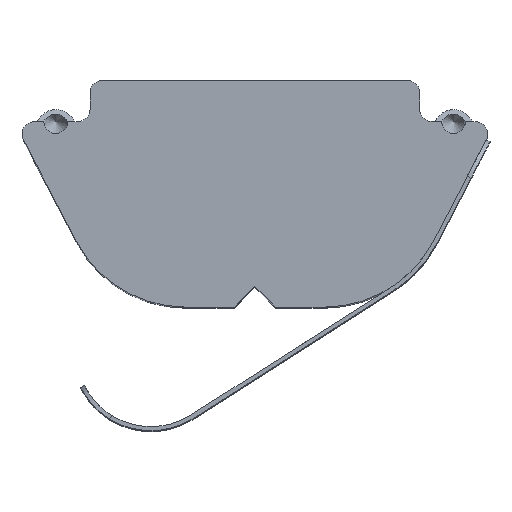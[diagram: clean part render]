
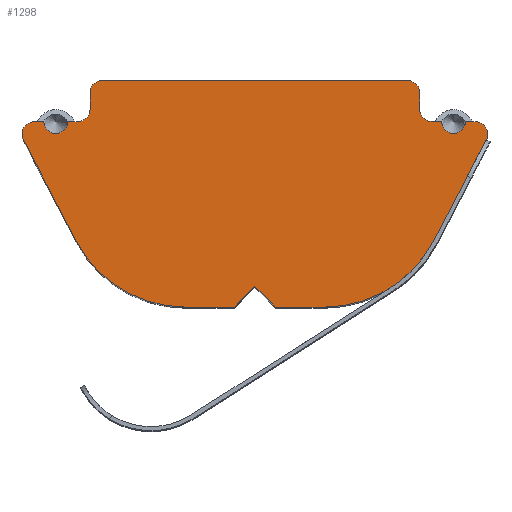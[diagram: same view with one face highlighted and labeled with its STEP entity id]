
A CAD part, top view. The second image highlights one B-rep face of the part: STEP entity #1298.
In plain terms, the highlighted planar face has unit normal (0, 0, 1).
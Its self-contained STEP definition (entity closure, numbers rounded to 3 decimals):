
#67=CIRCLE('',#1380,3.);
#78=CIRCLE('',#1415,0.29);
#79=CIRCLE('',#1423,0.29);
#80=CIRCLE('',#1425,3.);
#81=CIRCLE('',#1432,0.3);
#82=CIRCLE('',#1434,0.3);
#83=CIRCLE('',#1437,0.3);
#84=CIRCLE('',#1440,0.3);
#85=CIRCLE('',#1443,0.3);
#86=CIRCLE('',#1445,0.3);
#121=PLANE('',#1446);
#186=FACE_OUTER_BOUND('',#252,.T.);
#252=EDGE_LOOP('',(#1185,#1186,#1187,#1188,#1189,#1190,#1191,#1192,#1193,
#1194,#1195,#1196,#1197,#1198,#1199,#1200,#1201,#1202,#1203,#1204,#1205,
#1206,#1207,#1208,#1209,#1210,#1211));
#300=LINE('',#2095,#416);
#307=LINE('',#2171,#423);
#309=LINE('',#2175,#425);
#311=LINE('',#2179,#427);
#313=LINE('',#2183,#429);
#334=LINE('',#2249,#450);
#337=LINE('',#2255,#453);
#342=LINE('',#2272,#458);
#343=LINE('',#2277,#459);
#345=LINE('',#2288,#461);
#346=LINE('',#2293,#462);
#350=LINE('',#2301,#466);
#351=LINE('',#2303,#467);
#358=LINE('',#2321,#474);
#361=LINE('',#2331,#477);
#364=LINE('',#2339,#480);
#367=LINE('',#2347,#483);
#416=VECTOR('',#1596,10.);
#423=VECTOR('',#1631,10.);
#425=VECTOR('',#1635,10.);
#427=VECTOR('',#1639,10.);
#429=VECTOR('',#1643,10.);
#450=VECTOR('',#1698,10.);
#453=VECTOR('',#1701,10.);
#458=VECTOR('',#1722,10.);
#459=VECTOR('',#1727,10.);
#461=VECTOR('',#1739,10.);
#462=VECTOR('',#1744,10.);
#466=VECTOR('',#1752,10.);
#467=VECTOR('',#1753,10.);
#474=VECTOR('',#1778,10.);
#477=VECTOR('',#1791,10.);
#480=VECTOR('',#1800,10.);
#483=VECTOR('',#1809,10.);
#554=VERTEX_POINT('',#2092);
#555=VERTEX_POINT('',#2094);
#568=VERTEX_POINT('',#2159);
#569=VERTEX_POINT('',#2161);
#572=VERTEX_POINT('',#2169);
#573=VERTEX_POINT('',#2173);
#574=VERTEX_POINT('',#2177);
#575=VERTEX_POINT('',#2181);
#602=VERTEX_POINT('',#2246);
#603=VERTEX_POINT('',#2248);
#605=VERTEX_POINT('',#2252);
#606=VERTEX_POINT('',#2254);
#610=VERTEX_POINT('',#2271);
#612=VERTEX_POINT('',#2275);
#614=VERTEX_POINT('',#2284);
#615=VERTEX_POINT('',#2285);
#616=VERTEX_POINT('',#2287);
#618=VERTEX_POINT('',#2291);
#620=VERTEX_POINT('',#2299);
#621=VERTEX_POINT('',#2302);
#623=VERTEX_POINT('',#2320);
#624=VERTEX_POINT('',#2326);
#625=VERTEX_POINT('',#2330);
#626=VERTEX_POINT('',#2334);
#627=VERTEX_POINT('',#2338);
#628=VERTEX_POINT('',#2342);
#629=VERTEX_POINT('',#2346);
#711=EDGE_CURVE('',#555,#554,#300,.T.);
#727=EDGE_CURVE('',#569,#568,#67,.T.);
#732=EDGE_CURVE('',#568,#572,#307,.T.);
#734=EDGE_CURVE('',#572,#573,#309,.T.);
#736=EDGE_CURVE('',#573,#574,#311,.T.);
#738=EDGE_CURVE('',#574,#575,#313,.T.);
#771=EDGE_CURVE('',#603,#602,#334,.T.);
#774=EDGE_CURVE('',#606,#605,#337,.T.);
#783=EDGE_CURVE('',#610,#603,#342,.T.);
#786=EDGE_CURVE('',#605,#612,#343,.T.);
#788=EDGE_CURVE('',#612,#610,#78,.T.);
#790=EDGE_CURVE('',#616,#614,#345,.T.);
#793=EDGE_CURVE('',#615,#618,#346,.T.);
#797=EDGE_CURVE('',#614,#620,#350,.T.);
#798=EDGE_CURVE('',#621,#615,#351,.T.);
#801=EDGE_CURVE('',#618,#616,#79,.T.);
#802=EDGE_CURVE('',#575,#555,#80,.T.);
#807=EDGE_CURVE('',#623,#569,#358,.T.);
#809=EDGE_CURVE('',#602,#623,#81,.T.);
#810=EDGE_CURVE('',#624,#606,#82,.T.);
#812=EDGE_CURVE('',#625,#624,#361,.T.);
#814=EDGE_CURVE('',#626,#625,#83,.T.);
#816=EDGE_CURVE('',#627,#626,#364,.T.);
#818=EDGE_CURVE('',#628,#627,#84,.T.);
#820=EDGE_CURVE('',#629,#628,#367,.T.);
#822=EDGE_CURVE('',#620,#629,#85,.T.);
#823=EDGE_CURVE('',#554,#621,#86,.T.);
#1185=ORIENTED_EDGE('',*,*,#783,.T.);
#1186=ORIENTED_EDGE('',*,*,#771,.T.);
#1187=ORIENTED_EDGE('',*,*,#809,.T.);
#1188=ORIENTED_EDGE('',*,*,#807,.T.);
#1189=ORIENTED_EDGE('',*,*,#727,.T.);
#1190=ORIENTED_EDGE('',*,*,#732,.T.);
#1191=ORIENTED_EDGE('',*,*,#734,.T.);
#1192=ORIENTED_EDGE('',*,*,#736,.T.);
#1193=ORIENTED_EDGE('',*,*,#738,.T.);
#1194=ORIENTED_EDGE('',*,*,#802,.T.);
#1195=ORIENTED_EDGE('',*,*,#711,.T.);
#1196=ORIENTED_EDGE('',*,*,#823,.T.);
#1197=ORIENTED_EDGE('',*,*,#798,.T.);
#1198=ORIENTED_EDGE('',*,*,#793,.T.);
#1199=ORIENTED_EDGE('',*,*,#801,.T.);
#1200=ORIENTED_EDGE('',*,*,#790,.T.);
#1201=ORIENTED_EDGE('',*,*,#797,.T.);
#1202=ORIENTED_EDGE('',*,*,#822,.T.);
#1203=ORIENTED_EDGE('',*,*,#820,.T.);
#1204=ORIENTED_EDGE('',*,*,#818,.T.);
#1205=ORIENTED_EDGE('',*,*,#816,.T.);
#1206=ORIENTED_EDGE('',*,*,#814,.T.);
#1207=ORIENTED_EDGE('',*,*,#812,.T.);
#1208=ORIENTED_EDGE('',*,*,#810,.T.);
#1209=ORIENTED_EDGE('',*,*,#774,.T.);
#1210=ORIENTED_EDGE('',*,*,#786,.T.);
#1211=ORIENTED_EDGE('',*,*,#788,.T.);
#1298=ADVANCED_FACE('',(#186),#121,.T.);
#1380=AXIS2_PLACEMENT_3D('',#2162,#1622,#1623);
#1415=AXIS2_PLACEMENT_3D('',#2282,#1733,#1734);
#1423=AXIS2_PLACEMENT_3D('',#2308,#1758,#1759);
#1425=AXIS2_PLACEMENT_3D('',#2310,#1762,#1763);
#1432=AXIS2_PLACEMENT_3D('',#2324,#1782,#1783);
#1434=AXIS2_PLACEMENT_3D('',#2327,#1786,#1787);
#1437=AXIS2_PLACEMENT_3D('',#2335,#1795,#1796);
#1440=AXIS2_PLACEMENT_3D('',#2343,#1804,#1805);
#1443=AXIS2_PLACEMENT_3D('',#2350,#1813,#1814);
#1445=AXIS2_PLACEMENT_3D('',#2352,#1817,#1818);
#1446=AXIS2_PLACEMENT_3D('',#2353,#1819,#1820);
#1596=DIRECTION('',(0.462,0.887,0.));
#1622=DIRECTION('center_axis',(0.,0.,1.));
#1623=DIRECTION('ref_axis',(-0.887,-0.462,0.));
#1631=DIRECTION('',(1.,0.,0.));
#1635=DIRECTION('',(0.707,0.707,0.));
#1639=DIRECTION('',(0.707,-0.707,0.));
#1643=DIRECTION('',(1.,0.,0.));
#1698=DIRECTION('',(-1.,0.,0.));
#1701=DIRECTION('',(-1.,0.,0.));
#1722=DIRECTION('',(-1.,0.,0.));
#1727=DIRECTION('',(-1.,0.,0.));
#1733=DIRECTION('center_axis',(0.,0.,-1.));
#1734=DIRECTION('ref_axis',(1.,0.,0.));
#1739=DIRECTION('',(-1.,0.,0.));
#1744=DIRECTION('',(-1.,0.,0.));
#1752=DIRECTION('',(-1.,0.,0.));
#1753=DIRECTION('',(-1.,0.,0.));
#1758=DIRECTION('center_axis',(0.,0.,-1.));
#1759=DIRECTION('ref_axis',(1.,0.,0.));
#1762=DIRECTION('center_axis',(0.,0.,1.));
#1763=DIRECTION('ref_axis',(0.,-1.,0.));
#1778=DIRECTION('',(0.462,-0.887,0.));
#1782=DIRECTION('center_axis',(0.,0.,1.));
#1783=DIRECTION('ref_axis',(0.,1.,0.));
#1786=DIRECTION('center_axis',(0.,0.,-1.));
#1787=DIRECTION('ref_axis',(0.,1.,0.));
#1791=DIRECTION('',(0.,-1.,0.));
#1795=DIRECTION('center_axis',(0.,0.,1.));
#1796=DIRECTION('ref_axis',(0.,1.,0.));
#1800=DIRECTION('',(-1.,0.,0.));
#1804=DIRECTION('center_axis',(0.,0.,1.));
#1805=DIRECTION('ref_axis',(1.,0.,0.));
#1809=DIRECTION('',(0.,1.,0.));
#1813=DIRECTION('center_axis',(0.,0.,-1.));
#1814=DIRECTION('ref_axis',(1.,0.,0.));
#1817=DIRECTION('center_axis',(0.,0.,1.));
#1818=DIRECTION('ref_axis',(0.887,-0.462,0.));
#1819=DIRECTION('center_axis',(0.,0.,1.));
#1820=DIRECTION('ref_axis',(1.,0.,0.));
#2092=CARTESIAN_POINT('',(5.616,-0.439,8.));
#2094=CARTESIAN_POINT('',(4.342,-2.885,8.));
#2095=CARTESIAN_POINT('',(4.342,-2.885,8.));
#2159=CARTESIAN_POINT('',(-1.681,-4.5,8.));
#2161=CARTESIAN_POINT('',(-4.342,-2.885,8.));
#2162=CARTESIAN_POINT('Origin',(-1.681,-1.5,8.));
#2169=CARTESIAN_POINT('',(-0.5,-4.5,8.));
#2171=CARTESIAN_POINT('',(-1.681,-4.5,8.));
#2173=CARTESIAN_POINT('',(0.,-4.,8.));
#2175=CARTESIAN_POINT('',(-0.5,-4.5,8.));
#2177=CARTESIAN_POINT('',(0.5,-4.5,8.));
#2179=CARTESIAN_POINT('',(0.,-4.,8.));
#2181=CARTESIAN_POINT('',(1.681,-4.5,8.));
#2183=CARTESIAN_POINT('',(0.5,-4.5,8.));
#2246=CARTESIAN_POINT('',(-5.35,0.,8.));
#2248=CARTESIAN_POINT('',(-5.29,0.,8.));
#2249=CARTESIAN_POINT('',(-4.3,0.,8.));
#2252=CARTESIAN_POINT('',(-4.37,0.,8.));
#2254=CARTESIAN_POINT('',(-4.3,0.,8.));
#2255=CARTESIAN_POINT('',(-4.3,0.,8.));
#2271=CARTESIAN_POINT('',(-5.12,0.,8.));
#2272=CARTESIAN_POINT('',(-2.415,0.,8.));
#2275=CARTESIAN_POINT('',(-4.54,0.,8.));
#2277=CARTESIAN_POINT('',(-2.415,0.,8.));
#2282=CARTESIAN_POINT('Origin',(-4.83,0.,8.));
#2284=CARTESIAN_POINT('',(4.36,0.,8.));
#2285=CARTESIAN_POINT('',(5.28,0.,8.));
#2287=CARTESIAN_POINT('',(4.53,0.,8.));
#2288=CARTESIAN_POINT('',(2.41,0.,8.));
#2291=CARTESIAN_POINT('',(5.11,0.,8.));
#2293=CARTESIAN_POINT('',(2.41,0.,8.));
#2299=CARTESIAN_POINT('',(4.3,0.,8.));
#2301=CARTESIAN_POINT('',(5.35,0.,8.));
#2302=CARTESIAN_POINT('',(5.35,0.,8.));
#2303=CARTESIAN_POINT('',(5.35,0.,8.));
#2308=CARTESIAN_POINT('Origin',(4.82,0.,8.));
#2310=CARTESIAN_POINT('Origin',(1.681,-1.5,8.));
#2320=CARTESIAN_POINT('',(-5.616,-0.439,8.));
#2321=CARTESIAN_POINT('',(-5.616,-0.439,8.));
#2324=CARTESIAN_POINT('Origin',(-5.35,-0.3,8.));
#2326=CARTESIAN_POINT('',(-4.,0.3,8.));
#2327=CARTESIAN_POINT('Origin',(-4.3,0.3,8.));
#2330=CARTESIAN_POINT('',(-4.,0.7,8.));
#2331=CARTESIAN_POINT('',(-4.,0.7,8.));
#2334=CARTESIAN_POINT('',(-3.7,1.,8.));
#2335=CARTESIAN_POINT('Origin',(-3.7,0.7,8.));
#2338=CARTESIAN_POINT('',(3.7,1.,8.));
#2339=CARTESIAN_POINT('',(3.7,1.,8.));
#2342=CARTESIAN_POINT('',(4.,0.7,8.));
#2343=CARTESIAN_POINT('Origin',(3.7,0.7,8.));
#2346=CARTESIAN_POINT('',(4.,0.3,8.));
#2347=CARTESIAN_POINT('',(4.,0.3,8.));
#2350=CARTESIAN_POINT('Origin',(4.3,0.3,8.));
#2352=CARTESIAN_POINT('Origin',(5.35,-0.3,8.));
#2353=CARTESIAN_POINT('Origin',(0.,-1.75,8.));
